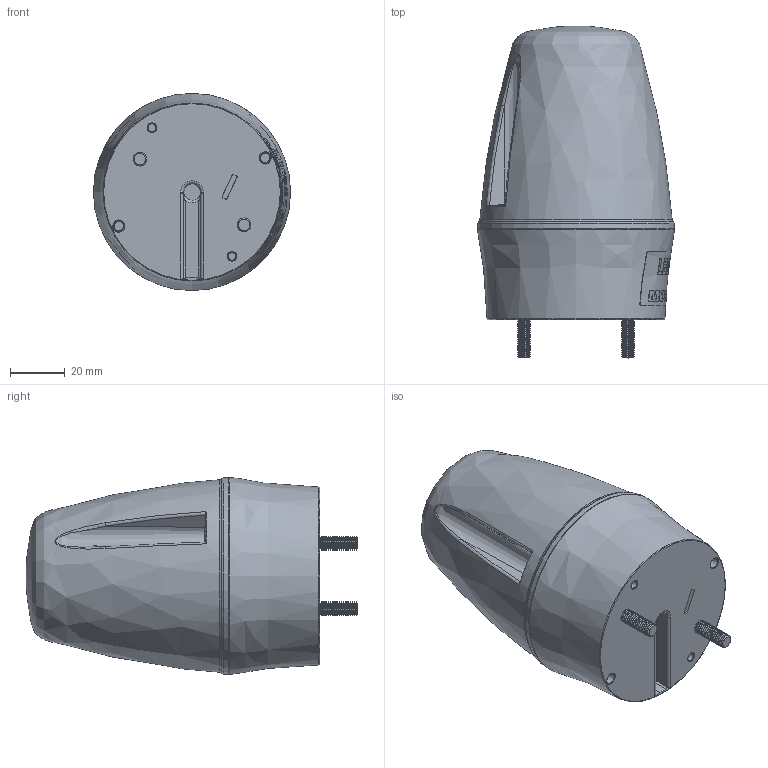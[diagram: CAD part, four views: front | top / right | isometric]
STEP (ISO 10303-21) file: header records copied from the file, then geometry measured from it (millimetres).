
FILE_DESCRIPTION (( 'STEP AP214' ), '1' );
FILE_NAME ('Moflash LEDS100.STEP', '2015-10-23T12:52:42', ( '' ), ( '' ), 'SwSTEP 2.0', 'SolidWorks 2015', '' );
FILE_SCHEMA (( 'AUTOMOTIVE_DESIGN' ));
Length unit declared in the file: millimetre
Products named in the file (1): Moflash LEDS100
Bounding box: 72 x 121.27 x 72 mm (x, y, z)
Volume: 323757.5 mm3; surface area: 39356.4 mm2
Topology: 4 solids, 4 shells, 487 faces, 1235 edges, 785 vertices
Faces by surface type: plane 156, bspline 142, cone 103, cylinder 63, torus 22, sphere 1
Full cylindrical faces by diameter (mm): 4 x2, 4.9 x2, 5 x40, 8 x2
Entity records: 25920 total; most frequent: CARTESIAN_POINT 10650, ORIENTED_EDGE 2116, DIRECTION 1631, EDGE_CURVE 1058, VERTEX_POINT 765, AXIS2_PLACEMENT_3D 683, EDGE_LOOP 677, FACE_OUTER_BOUND 548
